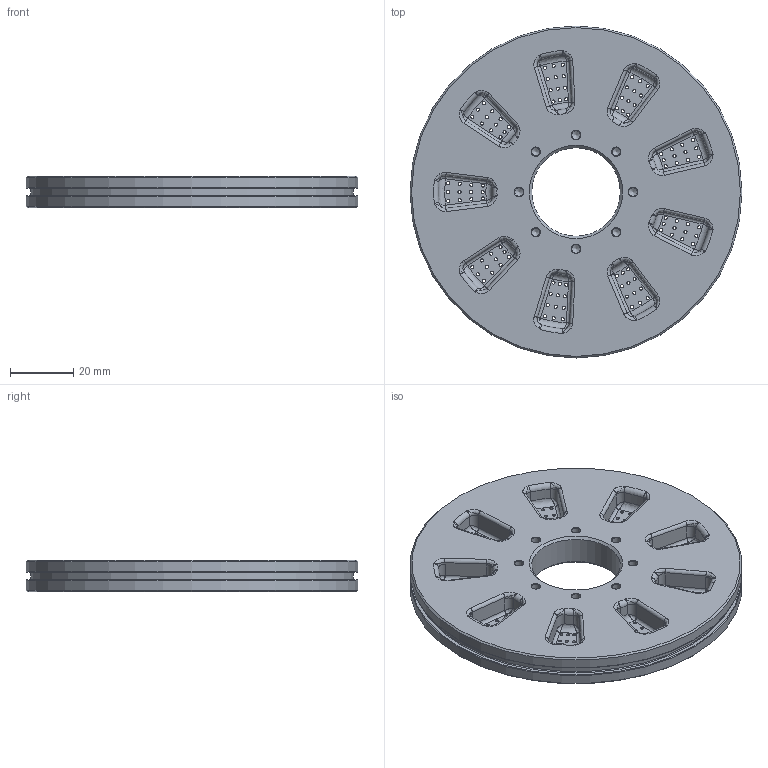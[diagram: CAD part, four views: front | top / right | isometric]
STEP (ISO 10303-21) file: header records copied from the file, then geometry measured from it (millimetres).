
FILE_DESCRIPTION(/* description */ (''),/* implementation_level */ '2;1');
FILE_NAME(/* name */ 'TWR.2A.4.03.02.006_showerhead_injector.stp',/* time_stamp */ '2023-04-17T03:57:55+02:00',/* author */ (''),/* organization */ (''),/* preprocessor_version */ 'ST-DEVELOPER v18.101',/* originating_system */ 'SIEMENS PLM Software NX 2011',/* authorisation */ '');
FILE_SCHEMA (('AUTOMOTIVE_DESIGN { 1 0 10303 214 3 1 1 1 }'));
Length unit declared in the file: millimetre
Products named in the file (1): showerhead_injector
Bounding box: 105 x 105 x 10 mm (x, y, z)
Volume: 69403 mm3; surface area: 24582.5 mm2
Topology: 1 solids, 1 shells, 445 faces, 1140 edges, 636 vertices
Faces by surface type: cylinder 210, bspline 144, torus 40, plane 31, cone 20
Full cylindrical faces by diameter (mm): 1 x108, 2.65 x8, 28 x1, 102 x1, 105 x2
Entity records: 19062 total; most frequent: CARTESIAN_POINT 9678, ORIENTED_EDGE 1808, DIRECTION 1764, EDGE_CURVE 904, EDGE_LOOP 818, AXIS2_PLACEMENT_3D 810, VERTEX_POINT 624, FACE_BOUND 538
